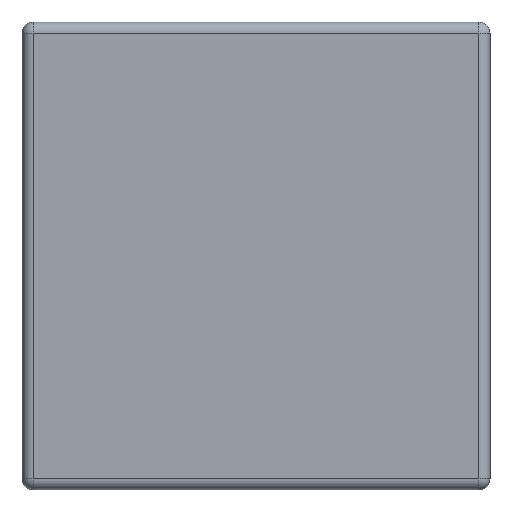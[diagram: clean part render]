
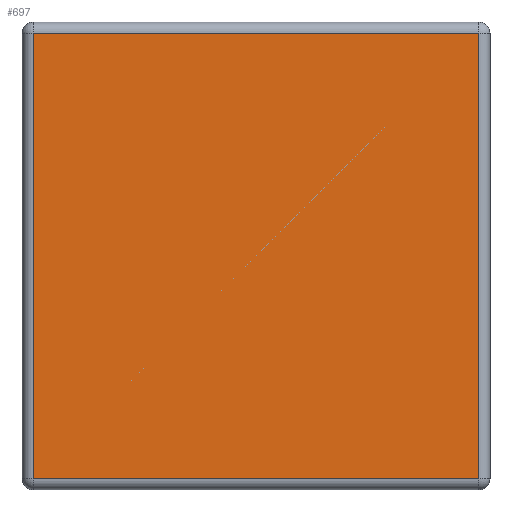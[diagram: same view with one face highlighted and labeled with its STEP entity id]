
A CAD part, left-side view. The second image highlights one B-rep face of the part: STEP entity #697.
In plain terms, the highlighted planar face has unit normal (-1, 0, 0).
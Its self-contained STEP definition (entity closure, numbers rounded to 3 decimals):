
#2 = DIRECTION ( 'NONE',  ( 0., 0., -1. ) ) ;
#21 = DIRECTION ( 'NONE',  ( 0., 0., -1. ) ) ;
#22 = AXIS2_PLACEMENT_3D ( 'NONE', #1205, #515, #21 ) ;
#59 = EDGE_CURVE ( 'NONE', #847, #636, #1058, .T. ) ;
#80 = VECTOR ( 'NONE', #656, 1000. ) ;
#198 = CARTESIAN_POINT ( 'NONE',  ( -1., 0.595, 0.595 ) ) ;
#200 = EDGE_CURVE ( 'NONE', #636, #1034, #362, .T. ) ;
#225 = ORIENTED_EDGE ( 'NONE', *, *, #200, .T. ) ;
#362 = LINE ( 'NONE', #808, #601 ) ;
#405 = VECTOR ( 'NONE', #501, 1000. ) ;
#490 = CARTESIAN_POINT ( 'NONE',  ( -1., -0.595, 0.595 ) ) ;
#501 = DIRECTION ( 'NONE',  ( 0., 0., 1. ) ) ;
#515 = DIRECTION ( 'NONE',  ( 1., 0., 0. ) ) ;
#519 = PLANE ( 'NONE',  #22 ) ;
#529 = EDGE_CURVE ( 'NONE', #1034, #901, #661, .T. ) ;
#561 = FACE_OUTER_BOUND ( 'NONE', #1156, .T. ) ;
#601 = VECTOR ( 'NONE', #2, 1000. ) ;
#636 = VERTEX_POINT ( 'NONE', #198 ) ;
#656 = DIRECTION ( 'NONE',  ( 0., -1., 0. ) ) ;
#661 = LINE ( 'NONE', #662, #80 ) ;
#662 = CARTESIAN_POINT ( 'NONE',  ( -1., 0.625, -0.595 ) ) ;
#672 = LINE ( 'NONE', #720, #405 ) ;
#697 = ADVANCED_FACE ( 'NONE', ( #561 ), #519, .F. ) ;
#698 = CARTESIAN_POINT ( 'NONE',  ( -1., -0.595, -0.595 ) ) ;
#720 = CARTESIAN_POINT ( 'NONE',  ( -1., -0.595, -0.625 ) ) ;
#808 = CARTESIAN_POINT ( 'NONE',  ( -1., 0.595, -0.625 ) ) ;
#847 = VERTEX_POINT ( 'NONE', #490 ) ;
#901 = VERTEX_POINT ( 'NONE', #698 ) ;
#939 = VECTOR ( 'NONE', #1269, 1000. ) ;
#1010 = ORIENTED_EDGE ( 'NONE', *, *, #59, .T. ) ;
#1034 = VERTEX_POINT ( 'NONE', #1110 ) ;
#1053 = EDGE_CURVE ( 'NONE', #901, #847, #672, .T. ) ;
#1058 = LINE ( 'NONE', #1176, #939 ) ;
#1110 = CARTESIAN_POINT ( 'NONE',  ( -1., 0.595, -0.595 ) ) ;
#1156 = EDGE_LOOP ( 'NONE', ( #225, #1279, #1234, #1010 ) ) ;
#1176 = CARTESIAN_POINT ( 'NONE',  ( -1., 0.625, 0.595 ) ) ;
#1205 = CARTESIAN_POINT ( 'NONE',  ( -1., 0.625, -0.625 ) ) ;
#1234 = ORIENTED_EDGE ( 'NONE', *, *, #1053, .T. ) ;
#1269 = DIRECTION ( 'NONE',  ( 0., 1., 0. ) ) ;
#1279 = ORIENTED_EDGE ( 'NONE', *, *, #529, .T. ) ;
